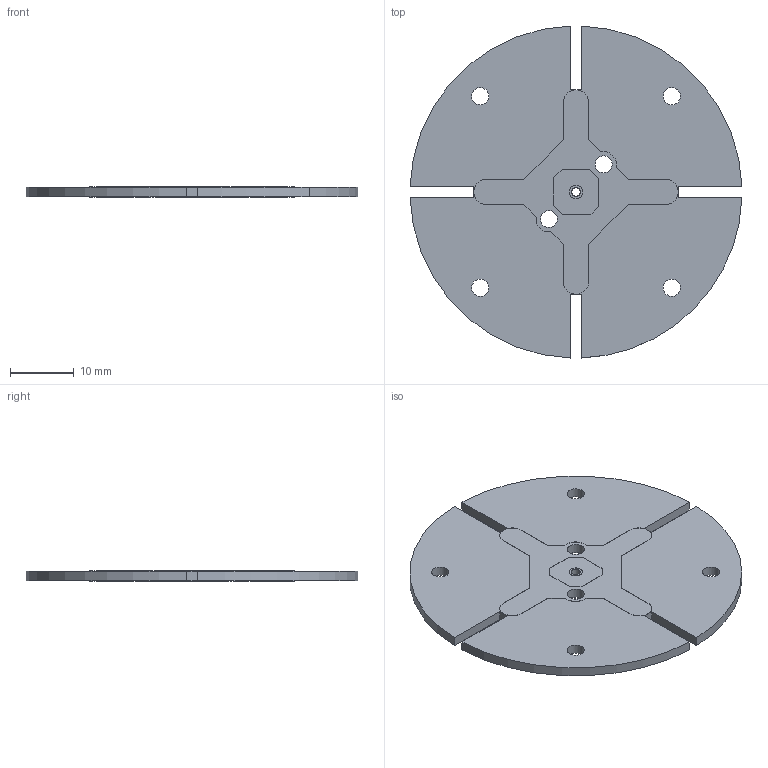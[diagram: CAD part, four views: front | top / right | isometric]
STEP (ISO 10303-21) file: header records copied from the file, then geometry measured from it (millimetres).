
FILE_DESCRIPTION(('FreeCAD Model'),'2;1');
FILE_NAME('quad-slot-hub-traces-v1.step','2020-11-03T13:50:35',('Author'),('') ,'Open CASCADE STEP processor 7.3','FreeCAD','Unknown');
FILE_SCHEMA(('AUTOMOTIVE_DESIGN { 1 0 10303 214 1 1 1 1 }'));
Length unit declared in the file: millimetre
Products named in the file (2): board_solid#F.Cu; coppers_drilled#F.Cu
Bounding box: 52 x 52 x 1.6 mm (x, y, z)
Volume: 3116.1 mm3; surface area: 5500.7 mm2
Topology: 3 solids, 3 shells, 139 faces, 381 edges, 254 vertices
Faces by surface type: plane 74, cylinder 65
Entity records: 4536 total; most frequent: DIRECTION 791, CARTESIAN_POINT 775, ORIENTED_EDGE 762, EDGE_CURVE 381, AXIS2_PLACEMENT_3D 270, VERTEX_POINT 254, LINE 251, VECTOR 251
